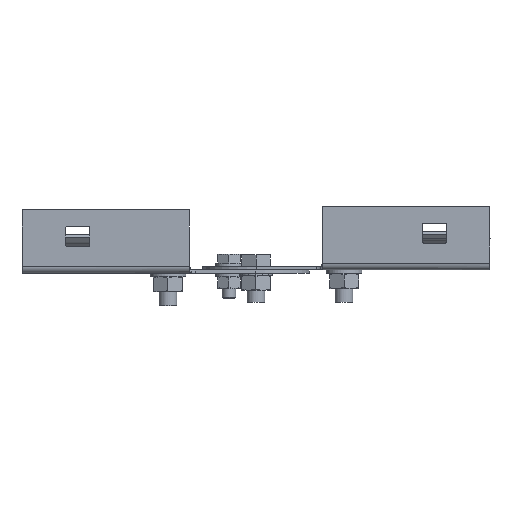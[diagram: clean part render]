
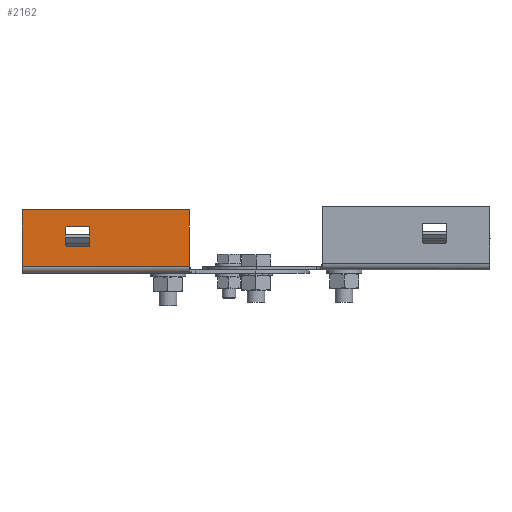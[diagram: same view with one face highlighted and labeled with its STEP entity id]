
A CAD part, front view. The second image highlights one B-rep face of the part: STEP entity #2162.
In plain terms, the highlighted planar face has unit normal (0, -1, 0).
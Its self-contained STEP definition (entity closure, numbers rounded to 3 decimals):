
#169 = ORIENTED_EDGE ( 'NONE', *, *, #8721, .F. ) ;
#249 = CARTESIAN_POINT ( 'NONE',  ( -91.5, 0., 0. ) ) ;
#253 = CARTESIAN_POINT ( 'NONE',  ( -8., 0., -7.5 ) ) ;
#398 = ORIENTED_EDGE ( 'NONE', *, *, #9329, .T. ) ;
#460 = VECTOR ( 'NONE', #5104, 1000. ) ;
#494 = CARTESIAN_POINT ( 'NONE',  ( -8., 0., -15.5 ) ) ;
#627 = CARTESIAN_POINT ( 'NONE',  ( 37.5, 0., -25.5 ) ) ;
#672 = VERTEX_POINT ( 'NONE', #6523 ) ;
#807 = VERTEX_POINT ( 'NONE', #4044 ) ;
#928 = EDGE_CURVE ( 'NONE', #11868, #10868, #2369, .T. ) ;
#1076 = VERTEX_POINT ( 'NONE', #10786 ) ;
#1739 = VECTOR ( 'NONE', #3837, 1000. ) ;
#1803 = VERTEX_POINT ( 'NONE', #9772 ) ;
#1974 = VECTOR ( 'NONE', #2049, 1000. ) ;
#2011 = EDGE_LOOP ( 'NONE', ( #10978, #2793, #3542, #169 ) ) ;
#2042 = ORIENTED_EDGE ( 'NONE', *, *, #7138, .T. ) ;
#2049 = DIRECTION ( 'NONE',  ( 0., 0., -1. ) ) ;
#2119 = CARTESIAN_POINT ( 'NONE',  ( -37.5, 0., 0. ) ) ;
#2157 = CARTESIAN_POINT ( 'NONE',  ( -18., 0., -8.5 ) ) ;
#2162 = ADVANCED_FACE ( 'NONE', ( #5851, #12147 ), #2974, .T. ) ;
#2166 = DIRECTION ( 'NONE',  ( 0., 1., 0. ) ) ;
#2369 = CIRCLE ( 'NONE', #9807, 1. ) ;
#2406 = VECTOR ( 'NONE', #6672, 1000. ) ;
#2706 = EDGE_CURVE ( 'NONE', #1803, #11868, #10079, .T. ) ;
#2765 = DIRECTION ( 'NONE',  ( 0., -1., 0. ) ) ;
#2793 = ORIENTED_EDGE ( 'NONE', *, *, #7861, .T. ) ;
#2903 = DIRECTION ( 'NONE',  ( 0., 0., -1. ) ) ;
#2974 = PLANE ( 'NONE',  #8462 ) ;
#2976 = ORIENTED_EDGE ( 'NONE', *, *, #9894, .T. ) ;
#3102 = LINE ( 'NONE', #5041, #8178 ) ;
#3250 = LINE ( 'NONE', #2119, #1974 ) ;
#3463 = ORIENTED_EDGE ( 'NONE', *, *, #11581, .T. ) ;
#3542 = ORIENTED_EDGE ( 'NONE', *, *, #9033, .T. ) ;
#3663 = VECTOR ( 'NONE', #3736, 1000. ) ;
#3699 = DIRECTION ( 'NONE',  ( 0., 0., -1. ) ) ;
#3736 = DIRECTION ( 'NONE',  ( 0., 0., -1. ) ) ;
#3807 = DIRECTION ( 'NONE',  ( 0., 0., -1. ) ) ;
#3837 = DIRECTION ( 'NONE',  ( 1., 0., 0. ) ) ;
#4044 = CARTESIAN_POINT ( 'NONE',  ( -8., 0., -16.5 ) ) ;
#4535 = CIRCLE ( 'NONE', #5604, 1. ) ;
#4564 = VECTOR ( 'NONE', #12442, 1000. ) ;
#4833 = CARTESIAN_POINT ( 'NONE',  ( -18., 0., -8.5 ) ) ;
#4854 = EDGE_CURVE ( 'NONE', #7750, #1076, #9265, .T. ) ;
#4916 = CARTESIAN_POINT ( 'NONE',  ( -91.5, 0., 0. ) ) ;
#5041 = CARTESIAN_POINT ( 'NONE',  ( -7., 0., -8.5 ) ) ;
#5104 = DIRECTION ( 'NONE',  ( -1., 0., 0. ) ) ;
#5500 = VERTEX_POINT ( 'NONE', #253 ) ;
#5604 = AXIS2_PLACEMENT_3D ( 'NONE', #13107, #9980, #7992 ) ;
#5661 = CARTESIAN_POINT ( 'NONE',  ( -17., 0., -16.5 ) ) ;
#5698 = DIRECTION ( 'NONE',  ( 0., 1., 0. ) ) ;
#5792 = AXIS2_PLACEMENT_3D ( 'NONE', #7672, #10784, #3807 ) ;
#5851 = FACE_BOUND ( 'NONE', #7133, .T. ) ;
#6045 = DIRECTION ( 'NONE',  ( 0., 0., -1. ) ) ;
#6105 = CARTESIAN_POINT ( 'NONE',  ( -17., 0., -16.5 ) ) ;
#6178 = LINE ( 'NONE', #6105, #460 ) ;
#6523 = CARTESIAN_POINT ( 'NONE',  ( -7., 0., -15.5 ) ) ;
#6606 = CARTESIAN_POINT ( 'NONE',  ( -17., 0., -7.5 ) ) ;
#6672 = DIRECTION ( 'NONE',  ( 1., 0., 0. ) ) ;
#6994 = CARTESIAN_POINT ( 'NONE',  ( -37.5, 0., 0. ) ) ;
#7133 = EDGE_LOOP ( 'NONE', ( #398, #2042, #3463, #12129, #2976, #8337, #8459, #9471 ) ) ;
#7138 = EDGE_CURVE ( 'NONE', #8684, #672, #3102, .T. ) ;
#7147 = EDGE_CURVE ( 'NONE', #807, #9786, #6178, .T. ) ;
#7672 = CARTESIAN_POINT ( 'NONE',  ( -8., 0., -8.5 ) ) ;
#7750 = VERTEX_POINT ( 'NONE', #6994 ) ;
#7832 = VECTOR ( 'NONE', #8881, 1000. ) ;
#7861 = EDGE_CURVE ( 'NONE', #7750, #9933, #3250, .T. ) ;
#7926 = CIRCLE ( 'NONE', #5792, 1. ) ;
#7992 = DIRECTION ( 'NONE',  ( 0., 0., -1. ) ) ;
#8178 = VECTOR ( 'NONE', #2903, 1000. ) ;
#8337 = ORIENTED_EDGE ( 'NONE', *, *, #2706, .T. ) ;
#8459 = ORIENTED_EDGE ( 'NONE', *, *, #928, .T. ) ;
#8462 = AXIS2_PLACEMENT_3D ( 'NONE', #4916, #2765, #6045 ) ;
#8589 = LINE ( 'NONE', #6606, #2406 ) ;
#8612 = CARTESIAN_POINT ( 'NONE',  ( -17., 0., -8.5 ) ) ;
#8615 = CARTESIAN_POINT ( 'NONE',  ( -17., 0., -7.5 ) ) ;
#8663 = CARTESIAN_POINT ( 'NONE',  ( -7., 0., -8.5 ) ) ;
#8684 = VERTEX_POINT ( 'NONE', #8663 ) ;
#8721 = EDGE_CURVE ( 'NONE', #1076, #11616, #12988, .T. ) ;
#8881 = DIRECTION ( 'NONE',  ( 0., 0., 1. ) ) ;
#9033 = EDGE_CURVE ( 'NONE', #9933, #11616, #10021, .T. ) ;
#9265 = LINE ( 'NONE', #249, #4564 ) ;
#9329 = EDGE_CURVE ( 'NONE', #5500, #8684, #7926, .T. ) ;
#9471 = ORIENTED_EDGE ( 'NONE', *, *, #9711, .T. ) ;
#9711 = EDGE_CURVE ( 'NONE', #10868, #5500, #8589, .T. ) ;
#9772 = CARTESIAN_POINT ( 'NONE',  ( -18., 0., -15.5 ) ) ;
#9782 = CARTESIAN_POINT ( 'NONE',  ( 37.5, 0., 0. ) ) ;
#9786 = VERTEX_POINT ( 'NONE', #5661 ) ;
#9807 = AXIS2_PLACEMENT_3D ( 'NONE', #8612, #2166, #10290 ) ;
#9894 = EDGE_CURVE ( 'NONE', #9786, #1803, #4535, .T. ) ;
#9933 = VERTEX_POINT ( 'NONE', #12167 ) ;
#9980 = DIRECTION ( 'NONE',  ( 0., 1., 0. ) ) ;
#10021 = LINE ( 'NONE', #12963, #1739 ) ;
#10079 = LINE ( 'NONE', #4833, #7832 ) ;
#10290 = DIRECTION ( 'NONE',  ( 0., 0., -1. ) ) ;
#10784 = DIRECTION ( 'NONE',  ( 0., 1., 0. ) ) ;
#10786 = CARTESIAN_POINT ( 'NONE',  ( 37.5, 0., 0. ) ) ;
#10868 = VERTEX_POINT ( 'NONE', #8615 ) ;
#10893 = CIRCLE ( 'NONE', #11744, 1. ) ;
#10978 = ORIENTED_EDGE ( 'NONE', *, *, #4854, .F. ) ;
#11581 = EDGE_CURVE ( 'NONE', #672, #807, #10893, .T. ) ;
#11616 = VERTEX_POINT ( 'NONE', #627 ) ;
#11744 = AXIS2_PLACEMENT_3D ( 'NONE', #494, #5698, #3699 ) ;
#11868 = VERTEX_POINT ( 'NONE', #2157 ) ;
#12129 = ORIENTED_EDGE ( 'NONE', *, *, #7147, .T. ) ;
#12147 = FACE_OUTER_BOUND ( 'NONE', #2011, .T. ) ;
#12167 = CARTESIAN_POINT ( 'NONE',  ( -37.5, 0., -25.5 ) ) ;
#12442 = DIRECTION ( 'NONE',  ( 1., 0., 0. ) ) ;
#12963 = CARTESIAN_POINT ( 'NONE',  ( -91.5, 0., -25.5 ) ) ;
#12988 = LINE ( 'NONE', #9782, #3663 ) ;
#13107 = CARTESIAN_POINT ( 'NONE',  ( -17., 0., -15.5 ) ) ;
